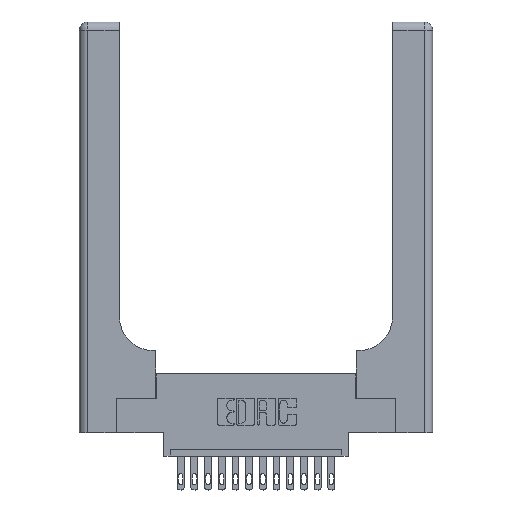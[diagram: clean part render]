
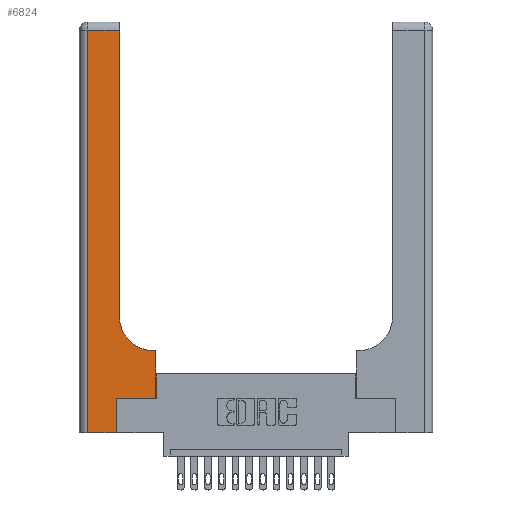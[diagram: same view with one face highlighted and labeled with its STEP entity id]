
A CAD part, top view. The second image highlights one B-rep face of the part: STEP entity #6824.
In plain terms, the highlighted planar face has unit normal (0, 0, 1).
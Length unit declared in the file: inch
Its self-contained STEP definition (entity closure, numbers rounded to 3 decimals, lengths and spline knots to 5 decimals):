
#243 = CARTESIAN_POINT ( 'NONE',  ( 0.06, 0., 0.37 ) ) ;
#420 = ORIENTED_EDGE ( 'NONE', *, *, #12659, .T. ) ;
#488 = VERTEX_POINT ( 'NONE', #4452 ) ;
#639 = CARTESIAN_POINT ( 'NONE',  ( 0.269, 0., 0.37 ) ) ;
#791 = CARTESIAN_POINT ( 'NONE',  ( 0.5585, 0.25, 0.37 ) ) ;
#910 = LINE ( 'NONE', #12831, #5325 ) ;
#1199 = VERTEX_POINT ( 'NONE', #11098 ) ;
#1416 = VECTOR ( 'NONE', #15386, 39.37008 ) ;
#1584 = CARTESIAN_POINT ( 'NONE',  ( 0., 3., 0.37 ) ) ;
#1983 = EDGE_LOOP ( 'NONE', ( #420, #13796, #12509, #6531, #2749, #3771, #14068, #17434, #6135 ) ) ;
#2026 = VECTOR ( 'NONE', #17578, 39.37008 ) ;
#2081 = LINE ( 'NONE', #15605, #12454 ) ;
#2119 = DIRECTION ( 'NONE',  ( 0., 1., 0. ) ) ;
#2186 = CARTESIAN_POINT ( 'NONE',  ( 0.5585, 0.25, 0.37 ) ) ;
#2234 = LINE ( 'NONE', #12068, #3594 ) ;
#2235 = VECTOR ( 'NONE', #2119, 39.37008 ) ;
#2329 = AXIS2_PLACEMENT_3D ( 'NONE', #1584, #11437, #4417 ) ;
#2332 = VERTEX_POINT ( 'NONE', #5388 ) ;
#2458 = DIRECTION ( 'NONE',  ( 1., 0., 0. ) ) ;
#2472 = VERTEX_POINT ( 'NONE', #3231 ) ;
#2727 = CARTESIAN_POINT ( 'NONE',  ( 0.269, 0.25, 0.37 ) ) ;
#2749 = ORIENTED_EDGE ( 'NONE', *, *, #15284, .T. ) ;
#2795 = EDGE_CURVE ( 'NONE', #15683, #8584, #3565, .T. ) ;
#2819 = CARTESIAN_POINT ( 'NONE',  ( 0.5415, 0.85, 0.37 ) ) ;
#3062 = EDGE_CURVE ( 'NONE', #18157, #6255, #910, .T. ) ;
#3198 = FACE_OUTER_BOUND ( 'NONE', #1983, .T. ) ;
#3231 = CARTESIAN_POINT ( 'NONE',  ( 0.06, 2.94, 0.37 ) ) ;
#3565 = LINE ( 'NONE', #13918, #15723 ) ;
#3594 = VECTOR ( 'NONE', #12004, 39.37008 ) ;
#3771 = ORIENTED_EDGE ( 'NONE', *, *, #4036, .T. ) ;
#4036 = EDGE_CURVE ( 'NONE', #1199, #11653, #16568, .T. ) ;
#4417 = DIRECTION ( 'NONE',  ( -1., 0., 0. ) ) ;
#4452 = CARTESIAN_POINT ( 'NONE',  ( 0.2915, 2.94, 0.37 ) ) ;
#4517 = DIRECTION ( 'NONE',  ( 1., 0., 0. ) ) ;
#5325 = VECTOR ( 'NONE', #14082, 39.37008 ) ;
#5388 = CARTESIAN_POINT ( 'NONE',  ( 0.2915, 0.85, 0.37 ) ) ;
#5985 = LINE ( 'NONE', #639, #2235 ) ;
#6135 = ORIENTED_EDGE ( 'NONE', *, *, #17543, .T. ) ;
#6255 = VERTEX_POINT ( 'NONE', #16943 ) ;
#6304 = CARTESIAN_POINT ( 'NONE',  ( 0.269, 0., 0.37 ) ) ;
#6531 = ORIENTED_EDGE ( 'NONE', *, *, #2795, .T. ) ;
#6824 = ADVANCED_FACE ( 'NONE', ( #3198 ), #14249, .F. ) ;
#7678 = EDGE_CURVE ( 'NONE', #2472, #15683, #15579, .T. ) ;
#7704 = VECTOR ( 'NONE', #9814, 39.37008 ) ;
#8410 = CIRCLE ( 'NONE', #14245, 0.25 ) ;
#8584 = VERTEX_POINT ( 'NONE', #6304 ) ;
#9814 = DIRECTION ( 'NONE',  ( 1., 0., 0. ) ) ;
#11098 = CARTESIAN_POINT ( 'NONE',  ( 0.269, 0.25, 0.37 ) ) ;
#11437 = DIRECTION ( 'NONE',  ( 0., 0., -1. ) ) ;
#11653 = VERTEX_POINT ( 'NONE', #791 ) ;
#12004 = DIRECTION ( 'NONE',  ( -1., 0., 0. ) ) ;
#12068 = CARTESIAN_POINT ( 'NONE',  ( 0., 2.94, 0.37 ) ) ;
#12454 = VECTOR ( 'NONE', #15551, 39.37008 ) ;
#12509 = ORIENTED_EDGE ( 'NONE', *, *, #7678, .T. ) ;
#12659 = EDGE_CURVE ( 'NONE', #2332, #488, #2081, .T. ) ;
#12831 = CARTESIAN_POINT ( 'NONE',  ( 0.2915, 0.6, 0.37 ) ) ;
#12842 = CARTESIAN_POINT ( 'NONE',  ( 0.5585, 0.6, 0.37 ) ) ;
#13796 = ORIENTED_EDGE ( 'NONE', *, *, #14813, .T. ) ;
#13918 = CARTESIAN_POINT ( 'NONE',  ( 0., 0., 0.37 ) ) ;
#14068 = ORIENTED_EDGE ( 'NONE', *, *, #17186, .T. ) ;
#14082 = DIRECTION ( 'NONE',  ( -1., 0., 0. ) ) ;
#14245 = AXIS2_PLACEMENT_3D ( 'NONE', #2819, #15771, #4517 ) ;
#14249 = PLANE ( 'NONE',  #2329 ) ;
#14813 = EDGE_CURVE ( 'NONE', #488, #2472, #2234, .T. ) ;
#15284 = EDGE_CURVE ( 'NONE', #8584, #1199, #5985, .T. ) ;
#15293 = LINE ( 'NONE', #2186, #2026 ) ;
#15386 = DIRECTION ( 'NONE',  ( 0., -1., 0. ) ) ;
#15551 = DIRECTION ( 'NONE',  ( 0., 1., 0. ) ) ;
#15568 = CARTESIAN_POINT ( 'NONE',  ( 0.06, 3., 0.37 ) ) ;
#15579 = LINE ( 'NONE', #15568, #1416 ) ;
#15605 = CARTESIAN_POINT ( 'NONE',  ( 0.2915, 3., 0.37 ) ) ;
#15683 = VERTEX_POINT ( 'NONE', #243 ) ;
#15723 = VECTOR ( 'NONE', #2458, 39.37008 ) ;
#15771 = DIRECTION ( 'NONE',  ( 0., 0., -1. ) ) ;
#16568 = LINE ( 'NONE', #2727, #7704 ) ;
#16943 = CARTESIAN_POINT ( 'NONE',  ( 0.5415, 0.6, 0.37 ) ) ;
#17186 = EDGE_CURVE ( 'NONE', #11653, #18157, #15293, .T. ) ;
#17434 = ORIENTED_EDGE ( 'NONE', *, *, #3062, .T. ) ;
#17543 = EDGE_CURVE ( 'NONE', #6255, #2332, #8410, .T. ) ;
#17578 = DIRECTION ( 'NONE',  ( 0., 1., 0. ) ) ;
#18157 = VERTEX_POINT ( 'NONE', #12842 ) ;
